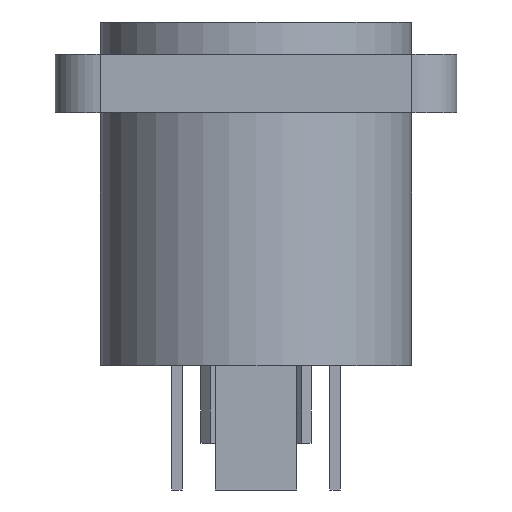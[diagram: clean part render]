
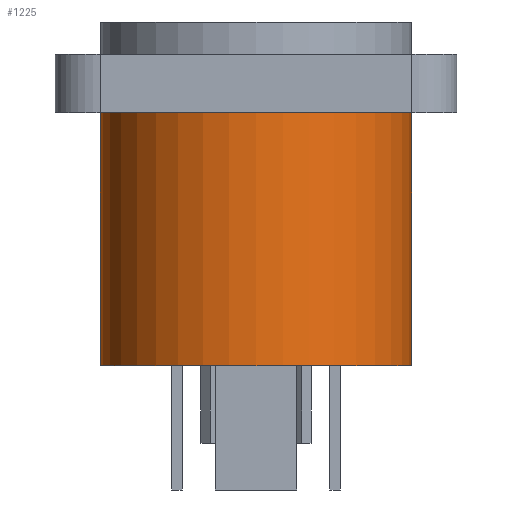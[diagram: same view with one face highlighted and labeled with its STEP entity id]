
A CAD part, left-side view. The second image highlights one B-rep face of the part: STEP entity #1225.
In plain terms, the highlighted cylindrical face has radius 12 mm (diameter 24 mm), a partial arc.
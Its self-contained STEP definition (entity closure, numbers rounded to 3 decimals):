
#221=DIRECTION('',(0.,0.,1.));
#222=VECTOR('',#221,19.5);
#223=CARTESIAN_POINT('',(0.,12.,-19.5));
#224=LINE('',#223,#222);
#225=DIRECTION('',(0.,0.,1.));
#226=VECTOR('',#225,19.5);
#227=CARTESIAN_POINT('',(0.,-12.,-19.5));
#228=LINE('',#227,#226);
#229=CARTESIAN_POINT('',(0.,0.,-19.5));
#230=DIRECTION('',(0.,0.,1.));
#231=DIRECTION('',(0.,1.,0.));
#232=AXIS2_PLACEMENT_3D('',#229,#230,#231);
#239=CARTESIAN_POINT('',(0.,0.,0.));
#240=DIRECTION('',(0.,0.,1.));
#241=DIRECTION('',(0.,1.,0.));
#242=AXIS2_PLACEMENT_3D('',#239,#240,#241);
#964=CARTESIAN_POINT('',(0.,12.,-19.5));
#965=CARTESIAN_POINT('',(0.,12.,0.));
#966=VERTEX_POINT('',#964);
#967=VERTEX_POINT('',#965);
#980=CARTESIAN_POINT('',(0.,-12.,-19.5));
#981=CARTESIAN_POINT('',(0.,-12.,0.));
#982=VERTEX_POINT('',#980);
#983=VERTEX_POINT('',#981);
#1212=CARTESIAN_POINT('',(0.,0.,8.325));
#1213=DIRECTION('',(0.,0.,-1.));
#1214=DIRECTION('',(0.,-1.,0.));
#1215=AXIS2_PLACEMENT_3D('',#1212,#1213,#1214);
#1216=CYLINDRICAL_SURFACE('',#1215,12.);
#1217=ORIENTED_EDGE('',*,*,#1201,.T.);
#1219=ORIENTED_EDGE('',*,*,#1218,.T.);
#1220=ORIENTED_EDGE('',*,*,#1205,.F.);
#1222=ORIENTED_EDGE('',*,*,#1221,.F.);
#1223=EDGE_LOOP('',(#1217,#1219,#1220,#1222));
#1224=FACE_OUTER_BOUND('',#1223,.F.);
#233=CIRCLE('',#232,12.);
#243=CIRCLE('',#242,12.);
#1201=EDGE_CURVE('',#966,#967,#224,.T.);
#1205=EDGE_CURVE('',#982,#983,#228,.T.);
#1218=EDGE_CURVE('',#967,#983,#243,.T.);
#1221=EDGE_CURVE('',#966,#982,#233,.T.);
#1225=ADVANCED_FACE('',(#1224),#1216,.T.);
